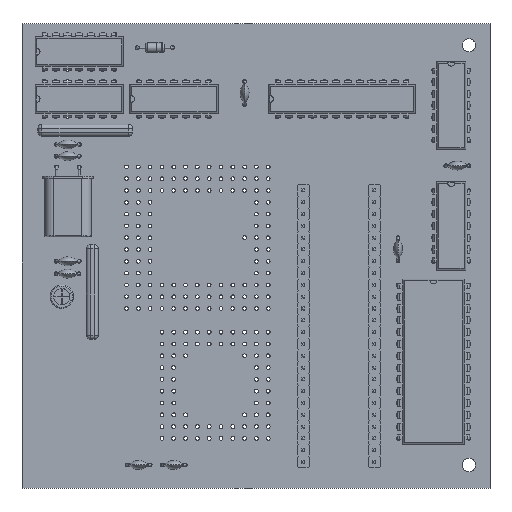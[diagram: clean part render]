
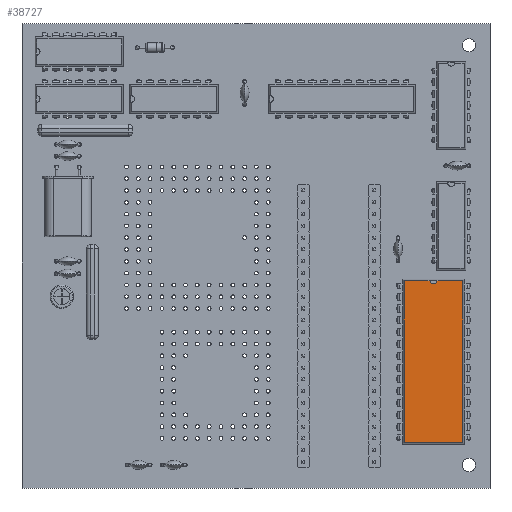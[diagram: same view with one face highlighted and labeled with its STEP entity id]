
A CAD part, top view. The second image highlights one B-rep face of the part: STEP entity #38727.
In plain terms, the highlighted planar face has unit normal (0, 0, 1).
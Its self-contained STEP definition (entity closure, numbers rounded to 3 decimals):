
#32745 = VERTEX_POINT('',#32746);
#32746 = CARTESIAN_POINT('',(13.952,0.871,3.68));
#32751 = EDGE_CURVE('',#32752,#32745,#32754,.T.);
#32752 = VERTEX_POINT('',#32753);
#32753 = CARTESIAN_POINT('',(13.952,-33.891,3.68));
#32754 = LINE('',#32755,#32756);
#32755 = CARTESIAN_POINT('',(13.952,-33.891,3.68));
#32756 = VECTOR('',#32757,1.);
#32757 = DIRECTION('',(0.,1.,0.));
#35511 = VERTEX_POINT('',#35512);
#35512 = CARTESIAN_POINT('',(1.288,0.871,3.68));
#35517 = EDGE_CURVE('',#35518,#35511,#35520,.T.);
#35518 = VERTEX_POINT('',#35519);
#35519 = CARTESIAN_POINT('',(6.874,0.871,3.68));
#35520 = LINE('',#35521,#35522);
#35521 = CARTESIAN_POINT('',(13.952,0.871,3.68));
#35522 = VECTOR('',#35523,1.);
#35523 = DIRECTION('',(-1.,0.,0.));
#35738 = VERTEX_POINT('',#35739);
#35739 = CARTESIAN_POINT('',(8.366,0.871,3.68));
#35843 = EDGE_CURVE('',#32745,#35738,#35844,.T.);
#35844 = LINE('',#35845,#35846);
#35845 = CARTESIAN_POINT('',(13.952,0.871,3.68));
#35846 = VECTOR('',#35847,1.);
#35847 = DIRECTION('',(-1.,0.,0.));
#35957 = VERTEX_POINT('',#35958);
#35958 = CARTESIAN_POINT('',(1.288,-33.891,3.68));
#35963 = EDGE_CURVE('',#35511,#35957,#35964,.T.);
#35964 = LINE('',#35965,#35966);
#35965 = CARTESIAN_POINT('',(1.288,0.871,3.68));
#35966 = VECTOR('',#35967,1.);
#35967 = DIRECTION('',(0.,-1.,0.));
#38716 = EDGE_CURVE('',#35957,#32752,#38717,.T.);
#38717 = LINE('',#38718,#38719);
#38718 = CARTESIAN_POINT('',(1.288,-33.891,3.68));
#38719 = VECTOR('',#38720,1.);
#38720 = DIRECTION('',(1.,0.,0.));
#38727 = ADVANCED_FACE('',(#38728),#38751,.F.);
#38728 = FACE_BOUND('',#38729,.F.);
#38729 = EDGE_LOOP('',(#38730,#38731,#38732,#38733,#38734,#38743,#38750)
  );
#38730 = ORIENTED_EDGE('',*,*,#32751,.F.);
#38731 = ORIENTED_EDGE('',*,*,#38716,.F.);
#38732 = ORIENTED_EDGE('',*,*,#35963,.F.);
#38733 = ORIENTED_EDGE('',*,*,#35517,.F.);
#38734 = ORIENTED_EDGE('',*,*,#38735,.F.);
#38735 = EDGE_CURVE('',#38736,#35518,#38738,.T.);
#38736 = VERTEX_POINT('',#38737);
#38737 = CARTESIAN_POINT('',(7.62,0.196,3.68));
#38738 = CIRCLE('',#38739,0.75);
#38739 = AXIS2_PLACEMENT_3D('',#38740,#38741,#38742);
#38740 = CARTESIAN_POINT('',(7.62,0.946,3.68));
#38741 = DIRECTION('',(0.,-0.,-1.));
#38742 = DIRECTION('',(0.,-1.,0.));
#38743 = ORIENTED_EDGE('',*,*,#38744,.F.);
#38744 = EDGE_CURVE('',#35738,#38736,#38745,.T.);
#38745 = CIRCLE('',#38746,0.75);
#38746 = AXIS2_PLACEMENT_3D('',#38747,#38748,#38749);
#38747 = CARTESIAN_POINT('',(7.62,0.946,3.68));
#38748 = DIRECTION('',(0.,-0.,-1.));
#38749 = DIRECTION('',(0.,-1.,0.));
#38750 = ORIENTED_EDGE('',*,*,#35843,.F.);
#38751 = PLANE('',#38752);
#38752 = AXIS2_PLACEMENT_3D('',#38753,#38754,#38755);
#38753 = CARTESIAN_POINT('',(13.952,-33.891,3.68));
#38754 = DIRECTION('',(-0.,0.,-1.));
#38755 = DIRECTION('',(-0.342,0.94,0.));
